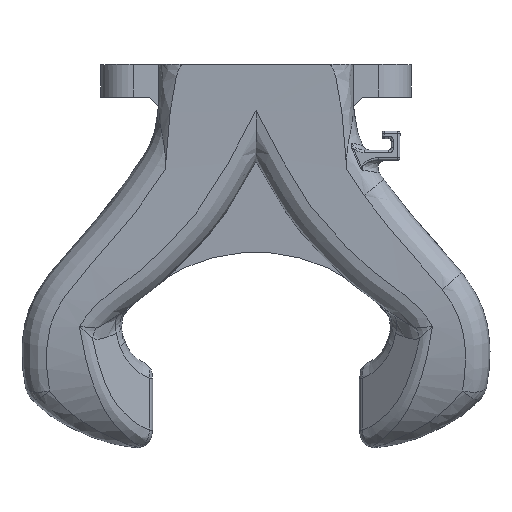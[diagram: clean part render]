
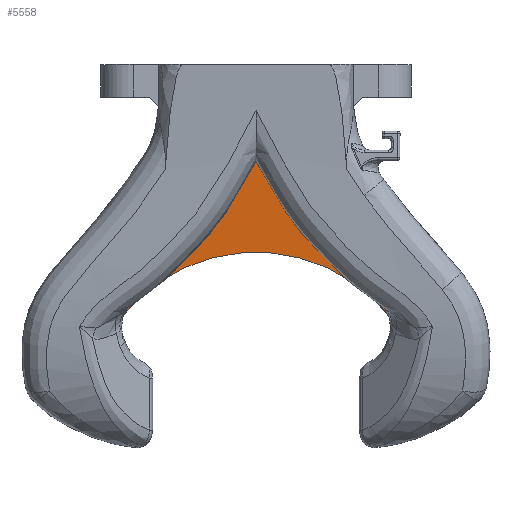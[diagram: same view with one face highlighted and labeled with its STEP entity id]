
A CAD part, top view. The second image highlights one B-rep face of the part: STEP entity #5558.
In plain terms, the highlighted planar face has unit normal (0, -0.087, 0.996).
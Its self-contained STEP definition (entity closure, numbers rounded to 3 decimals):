
#430=B_SPLINE_CURVE_WITH_KNOTS('',3,(#18841,#18842,#18843,#18844,#18845,
#18846),.UNSPECIFIED.,.F.,.F.,(4,2,4),(-1.36,-0.714,
-0.656),.UNSPECIFIED.);
#436=B_SPLINE_CURVE_WITH_KNOTS('',3,(#18931,#18932,#18933,#18934),
 .UNSPECIFIED.,.F.,.F.,(4,4),(-0.602,-0.253),
 .UNSPECIFIED.);
#437=B_SPLINE_CURVE_WITH_KNOTS('',3,(#18936,#18937,#18938,#18939,#18940,
#18941,#18942,#18943),.UNSPECIFIED.,.F.,.F.,(4,2,2,4),(-0.837,
-0.612,-0.315,0.),
 .UNSPECIFIED.);
#438=B_SPLINE_CURVE_WITH_KNOTS('',3,(#18947,#18948,#18949,#18950,#18951,
#18952),.UNSPECIFIED.,.F.,.F.,(4,2,4),(-0.863,-0.789,
0.),.UNSPECIFIED.);
#439=B_SPLINE_CURVE_WITH_KNOTS('',3,(#18954,#18955,#18956,#18957),
 .UNSPECIFIED.,.F.,.F.,(4,4),(-0.397,-0.001),
 .UNSPECIFIED.);
#440=B_SPLINE_CURVE_WITH_KNOTS('',3,(#18959,#18960,#18961,#18962,#18963,
#18964,#18965,#18966),.UNSPECIFIED.,.F.,.F.,(4,2,2,4),(-2.301,
-1.663,-0.931,-0.175),.UNSPECIFIED.);
#441=B_SPLINE_CURVE_WITH_KNOTS('',3,(#18967,#18968,#18969,#18970,#18971,
#18972,#18973,#18974,#18975,#18976),.UNSPECIFIED.,.F.,.F.,(4,2,2,2,4),(-0.267,
-0.215,-0.14,-0.042,0.),
 .UNSPECIFIED.);
#442=B_SPLINE_CURVE_WITH_KNOTS('',3,(#18977,#18978,#18979,#18980,#18981,
#18982,#18983,#18984,#18985,#18986),.UNSPECIFIED.,.F.,.F.,(4,2,2,2,4),(-1.302,
-0.811,-0.533,-0.26,-0.24),
 .UNSPECIFIED.);
#694=CIRCLE('',#5865,21.);
#1066=FACE_OUTER_BOUND('',#1378,.T.);
#1378=EDGE_LOOP('',(#4696,#4697,#4698,#4699,#4700,#4701,#4702,#4703,#4704));
#2420=VERTEX_POINT('',#17395);
#2423=VERTEX_POINT('',#17412);
#2485=VERTEX_POINT('',#18838);
#2486=VERTEX_POINT('',#18840);
#2491=VERTEX_POINT('',#18930);
#2492=VERTEX_POINT('',#18935);
#2493=VERTEX_POINT('',#18946);
#2494=VERTEX_POINT('',#18953);
#2495=VERTEX_POINT('',#18958);
#3150=EDGE_CURVE('',#2420,#2423,#694,.F.);
#3276=EDGE_CURVE('',#2485,#2486,#430,.T.);
#3282=EDGE_CURVE('',#2486,#2491,#436,.T.);
#3283=EDGE_CURVE('',#2491,#2492,#437,.T.);
#3285=EDGE_CURVE('',#2493,#2485,#438,.T.);
#3286=EDGE_CURVE('',#2494,#2493,#439,.T.);
#3287=EDGE_CURVE('',#2495,#2494,#440,.T.);
#3288=EDGE_CURVE('',#2420,#2495,#441,.T.);
#3289=EDGE_CURVE('',#2492,#2423,#442,.T.);
#4696=ORIENTED_EDGE('',*,*,#3283,.F.);
#4697=ORIENTED_EDGE('',*,*,#3282,.F.);
#4698=ORIENTED_EDGE('',*,*,#3276,.F.);
#4699=ORIENTED_EDGE('',*,*,#3285,.F.);
#4700=ORIENTED_EDGE('',*,*,#3286,.F.);
#4701=ORIENTED_EDGE('',*,*,#3287,.F.);
#4702=ORIENTED_EDGE('',*,*,#3288,.F.);
#4703=ORIENTED_EDGE('',*,*,#3150,.T.);
#4704=ORIENTED_EDGE('',*,*,#3289,.F.);
#5312=PLANE('',#5974);
#5558=ADVANCED_FACE('',(#1066),#5312,.T.);
#5865=AXIS2_PLACEMENT_3D('',#17419,#6629,#6630);
#5974=AXIS2_PLACEMENT_3D('',#18945,#6889,#6890);
#6629=DIRECTION('center_axis',(0.,-0.087,
0.996));
#6630=DIRECTION('ref_axis',(0.896,0.441,0.039));
#6889=DIRECTION('center_axis',(0.,-0.087,
0.996));
#6890=DIRECTION('ref_axis',(1.,0.,0.));
#17395=CARTESIAN_POINT('',(-16.989,85.422,-28.594));
#17412=CARTESIAN_POINT('',(16.986,85.361,-28.599));
#17419=CARTESIAN_POINT('Origin',(-0.024,73.093,-29.673));
#18838=CARTESIAN_POINT('',(0.001,105.148,-26.868));
#18840=CARTESIAN_POINT('',(3.946,98.508,-27.449));
#18841=CARTESIAN_POINT('Ctrl Pts',(0.001,105.148,
-26.868));
#18842=CARTESIAN_POINT('Ctrl Pts',(1.231,102.827,-27.071));
#18843=CARTESIAN_POINT('Ctrl Pts',(2.412,100.764,-27.252));
#18844=CARTESIAN_POINT('Ctrl Pts',(3.731,98.822,-27.422));
#18845=CARTESIAN_POINT('Ctrl Pts',(3.84,98.664,-27.435));
#18846=CARTESIAN_POINT('Ctrl Pts',(3.948,98.51,-27.449));
#18930=CARTESIAN_POINT('',(6.356,95.624,-27.701));
#18931=CARTESIAN_POINT('Ctrl Pts',(3.946,98.508,-27.449));
#18932=CARTESIAN_POINT('Ctrl Pts',(4.709,97.42,-27.544));
#18933=CARTESIAN_POINT('Ctrl Pts',(5.519,96.481,-27.626));
#18934=CARTESIAN_POINT('Ctrl Pts',(6.356,95.624,-27.701));
#18935=CARTESIAN_POINT('',(15.483,88.393,-28.334));
#18936=CARTESIAN_POINT('Ctrl Pts',(6.356,95.624,-27.701));
#18937=CARTESIAN_POINT('Ctrl Pts',(7.052,94.91,-27.764));
#18938=CARTESIAN_POINT('Ctrl Pts',(7.817,94.204,-27.826));
#18939=CARTESIAN_POINT('Ctrl Pts',(9.853,92.421,-27.981));
#18940=CARTESIAN_POINT('Ctrl Pts',(11.033,91.427,-28.068));
#18941=CARTESIAN_POINT('Ctrl Pts',(13.593,89.555,-28.232));
#18942=CARTESIAN_POINT('Ctrl Pts',(14.6,88.958,-28.284));
#18943=CARTESIAN_POINT('Ctrl Pts',(15.483,88.393,-28.334));
#18945=CARTESIAN_POINT('Origin',(0.001,102.429,-27.106));
#18946=CARTESIAN_POINT('',(-3.944,98.508,-27.449));
#18947=CARTESIAN_POINT('Ctrl Pts',(-3.945,98.51,-27.449));
#18948=CARTESIAN_POINT('Ctrl Pts',(-3.833,98.669,-27.435));
#18949=CARTESIAN_POINT('Ctrl Pts',(-3.721,98.832,-27.421));
#18950=CARTESIAN_POINT('Ctrl Pts',(-2.403,100.775,-27.251));
#18951=CARTESIAN_POINT('Ctrl Pts',(-1.226,102.831,-27.071));
#18952=CARTESIAN_POINT('Ctrl Pts',(0.001,105.148,
-26.868));
#18953=CARTESIAN_POINT('',(-6.334,95.643,-27.7));
#18954=CARTESIAN_POINT('Ctrl Pts',(-6.334,95.643,-27.7));
#18955=CARTESIAN_POINT('Ctrl Pts',(-5.504,96.495,-27.625));
#18956=CARTESIAN_POINT('Ctrl Pts',(-4.701,97.429,-27.543));
#18957=CARTESIAN_POINT('Ctrl Pts',(-3.943,98.508,-27.449));
#18958=CARTESIAN_POINT('',(-15.481,88.393,-28.334));
#18959=CARTESIAN_POINT('Ctrl Pts',(-15.481,88.393,-28.334));
#18960=CARTESIAN_POINT('Ctrl Pts',(-14.903,88.762,-28.302));
#18961=CARTESIAN_POINT('Ctrl Pts',(-14.324,89.113,-28.271));
#18962=CARTESIAN_POINT('Ctrl Pts',(-12.839,90.098,-28.185));
#18963=CARTESIAN_POINT('Ctrl Pts',(-12.092,90.636,-28.138));
#18964=CARTESIAN_POINT('Ctrl Pts',(-10.551,91.84,-28.032));
#18965=CARTESIAN_POINT('Ctrl Pts',(-8.235,93.692,-27.87));
#18966=CARTESIAN_POINT('Ctrl Pts',(-6.334,95.643,-27.7));
#18967=CARTESIAN_POINT('Ctrl Pts',(-16.989,85.422,-28.594));
#18968=CARTESIAN_POINT('Ctrl Pts',(-17.026,85.87,-28.555));
#18969=CARTESIAN_POINT('Ctrl Pts',(-16.987,86.204,-28.525));
#18970=CARTESIAN_POINT('Ctrl Pts',(-16.881,86.761,-28.477));
#18971=CARTESIAN_POINT('Ctrl Pts',(-16.768,87.072,-28.449));
#18972=CARTESIAN_POINT('Ctrl Pts',(-16.363,87.729,-28.392));
#18973=CARTESIAN_POINT('Ctrl Pts',(-16.071,87.983,-28.37));
#18974=CARTESIAN_POINT('Ctrl Pts',(-15.715,88.242,-28.347));
#18975=CARTESIAN_POINT('Ctrl Pts',(-15.598,88.318,-28.34));
#18976=CARTESIAN_POINT('Ctrl Pts',(-15.481,88.393,-28.334));
#18977=CARTESIAN_POINT('Ctrl Pts',(15.483,88.393,-28.334));
#18978=CARTESIAN_POINT('Ctrl Pts',(15.788,88.199,-28.351));
#18979=CARTESIAN_POINT('Ctrl Pts',(16.111,87.981,-28.37));
#18980=CARTESIAN_POINT('Ctrl Pts',(16.549,87.45,-28.416));
#18981=CARTESIAN_POINT('Ctrl Pts',(16.736,87.169,-28.441));
#18982=CARTESIAN_POINT('Ctrl Pts',(16.988,86.37,-28.511));
#18983=CARTESIAN_POINT('Ctrl Pts',(17.029,85.934,-28.549));
#18984=CARTESIAN_POINT('Ctrl Pts',(16.993,85.432,-28.593));
#18985=CARTESIAN_POINT('Ctrl Pts',(16.99,85.397,-28.596));
#18986=CARTESIAN_POINT('Ctrl Pts',(16.986,85.361,-28.599));
